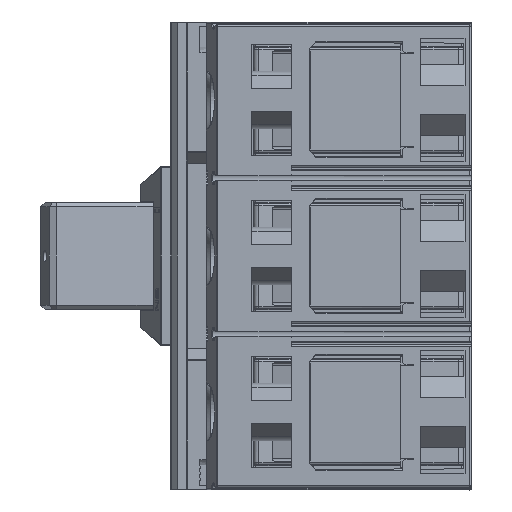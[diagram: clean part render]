
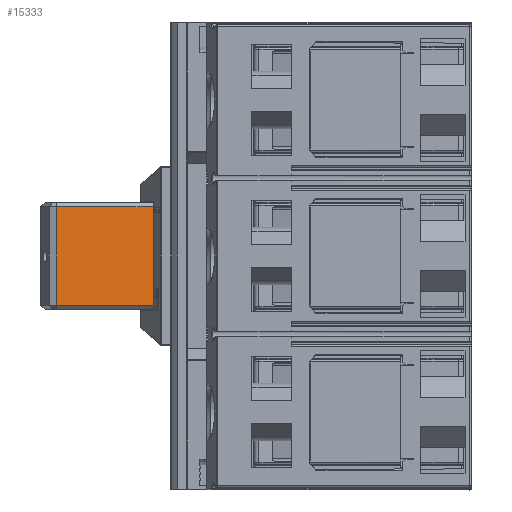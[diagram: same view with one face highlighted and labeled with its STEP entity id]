
A CAD part, left-side view. The second image highlights one B-rep face of the part: STEP entity #15333.
In plain terms, the highlighted planar face has unit normal (-0.98, -0.198, 0).
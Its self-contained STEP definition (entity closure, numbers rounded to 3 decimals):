
#473=LINE('',#120490,#987);
#475=LINE('',#120494,#989);
#476=LINE('',#120496,#990);
#477=LINE('',#120498,#991);
#987=VECTOR('',#71761,1.);
#989=VECTOR('',#71765,1.);
#990=VECTOR('',#71766,1.);
#991=VECTOR('',#71767,1.);
#2729=PLANE('',#67959);
#15333=ADVANCED_FACE('',(#17472),#2729,.T.);
#17472=FACE_OUTER_BOUND('',#19390,.T.);
#19390=EDGE_LOOP('',(#27883,#27884,#27885,#27886));
#27883=ORIENTED_EDGE('',*,*,#49853,.T.);
#27884=ORIENTED_EDGE('',*,*,#49855,.T.);
#27885=ORIENTED_EDGE('',*,*,#49856,.T.);
#27886=ORIENTED_EDGE('',*,*,#49857,.T.);
#38906=VERTEX_POINT('',#120489);
#38907=VERTEX_POINT('',#120491);
#38908=VERTEX_POINT('',#120495);
#38909=VERTEX_POINT('',#120497);
#49853=EDGE_CURVE('',#38907,#38906,#473,.T.);
#49855=EDGE_CURVE('',#38906,#38908,#475,.T.);
#49856=EDGE_CURVE('',#38908,#38909,#476,.T.);
#49857=EDGE_CURVE('',#38909,#38907,#477,.T.);
#67959=AXIS2_PLACEMENT_3D('',#120499,#71768,#71769);
#71761=DIRECTION('',(-0.198,0.98,0.));
#71765=DIRECTION('',(0.,0.,-1.));
#71766=DIRECTION('',(0.198,-0.98,0.));
#71767=DIRECTION('',(0.,0.,1.));
#71768=DIRECTION('',(-0.98,-0.198,0.));
#71769=DIRECTION('',(-0.198,0.98,0.));
#120489=CARTESIAN_POINT('',(-45.344,142.51,22.));
#120490=CARTESIAN_POINT('',(-35.783,95.091,22.));
#120491=CARTESIAN_POINT('',(-35.783,95.091,22.));
#120494=CARTESIAN_POINT('',(-45.344,142.51,22.));
#120495=CARTESIAN_POINT('',(-45.344,142.51,-22.));
#120496=CARTESIAN_POINT('',(-45.344,142.51,-22.));
#120497=CARTESIAN_POINT('',(-35.783,95.091,-22.));
#120498=CARTESIAN_POINT('',(-35.783,95.091,-22.));
#120499=CARTESIAN_POINT('',(-45.89,145.215,-29.));
